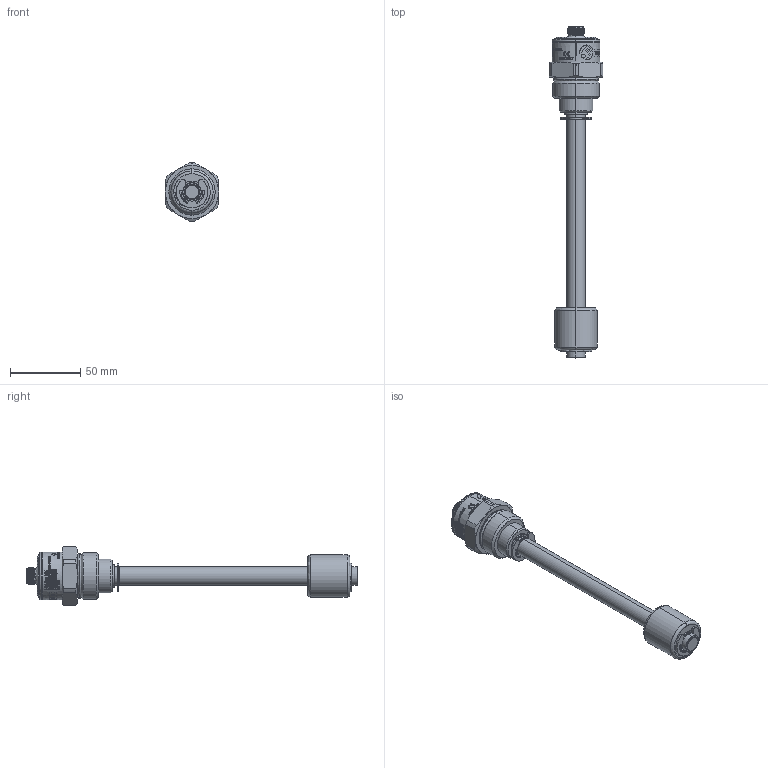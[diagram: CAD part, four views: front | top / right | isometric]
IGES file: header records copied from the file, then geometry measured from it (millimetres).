
Start section: SolidWorks IGES file using analytic representation for surfaces
Global section: file name: ESL.IGS; native system: SolidWorks 2019; preprocessor: SolidWorks 2019; author: michele.monastero; date: 200213.105341; units: millimetre
Bounding box: 38 x 236.7 x 42 mm (x, y, z)
Surface area: 25146.5 mm2 (no closed solid volume)
Topology: 0 solids, 0 shells, 323 faces, 9866 edges, 9866 vertices
Faces by surface type: revolution 231, bspline 92
